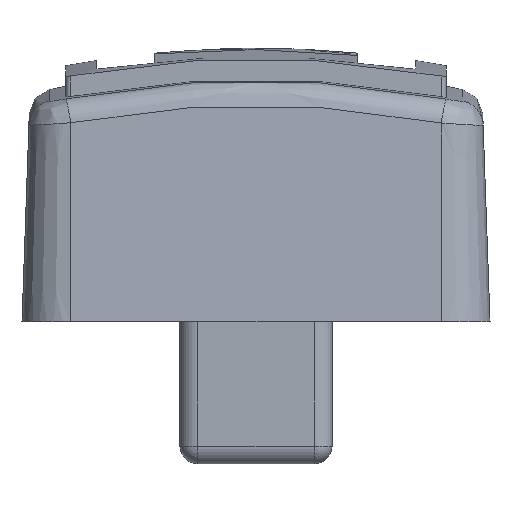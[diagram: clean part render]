
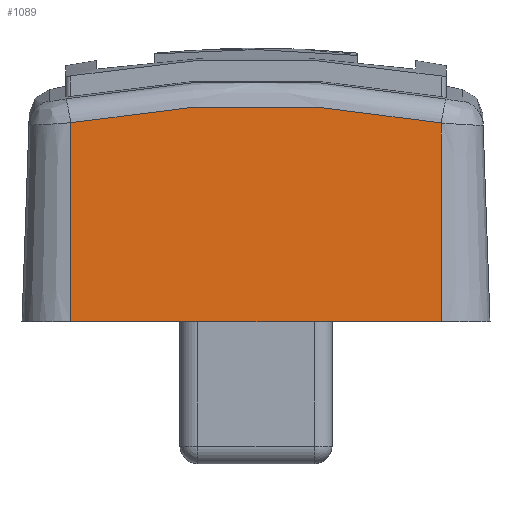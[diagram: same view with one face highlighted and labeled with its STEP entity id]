
A CAD part, left-side view. The second image highlights one B-rep face of the part: STEP entity #1089.
In plain terms, the highlighted planar face has unit normal (-0.999, 0, 0.035).
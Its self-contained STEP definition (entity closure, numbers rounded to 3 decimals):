
#542=PLANE('',#3456);
#603=FACE_OUTER_BOUND('',#1313,.T.);
#812=LINE('',#5053,#956);
#813=LINE('',#5061,#957);
#814=LINE('',#5063,#958);
#956=VECTOR('',#3719,1.);
#957=VECTOR('',#3720,1.);
#958=VECTOR('',#3721,1.);
#1089=ADVANCED_FACE('',(#603),#542,.T.);
#1313=EDGE_LOOP('',(#1613,#1614,#1615,#1616));
#1613=ORIENTED_EDGE('',*,*,#2838,.F.);
#1614=ORIENTED_EDGE('',*,*,#2839,.T.);
#1615=ORIENTED_EDGE('',*,*,#2840,.T.);
#1616=ORIENTED_EDGE('',*,*,#2841,.T.);
#2549=VERTEX_POINT('',#5054);
#2550=VERTEX_POINT('',#5055);
#2551=VERTEX_POINT('',#5060);
#2552=VERTEX_POINT('',#5062);
#2838=EDGE_CURVE('',#2549,#2550,#812,.T.);
#2839=EDGE_CURVE('',#2549,#2551,#3276,.T.);
#2840=EDGE_CURVE('',#2551,#2552,#813,.T.);
#2841=EDGE_CURVE('',#2552,#2550,#814,.T.);
#3276=B_SPLINE_CURVE_WITH_KNOTS('',3,(#5056,#5057,#5058,#5059),
 .UNSPECIFIED.,.F.,.F.,(4,4),(0.,1.),.UNSPECIFIED.);
#3456=AXIS2_PLACEMENT_3D('',#5064,#3722,#3723);
#3719=DIRECTION('',(-0.035,0.,-0.999));
#3720=DIRECTION('',(-0.035,0.,-0.999));
#3721=DIRECTION('',(0.,-1.,0.));
#3722=DIRECTION('',(-0.999,0.,0.035));
#3723=DIRECTION('',(0.035,0.,0.999));
#5053=CARTESIAN_POINT('',(-6.9,-3.65,0.));
#5054=CARTESIAN_POINT('',(-6.728,-3.65,4.924));
#5055=CARTESIAN_POINT('',(-6.865,-3.65,1.));
#5056=CARTESIAN_POINT('',(-6.728,-3.65,4.924));
#5057=CARTESIAN_POINT('',(-6.712,-1.235,5.39));
#5058=CARTESIAN_POINT('',(-6.712,1.234,5.392));
#5059=CARTESIAN_POINT('',(-6.728,3.65,4.928));
#5060=CARTESIAN_POINT('',(-6.728,3.65,4.928));
#5061=CARTESIAN_POINT('',(-6.9,3.65,0.));
#5062=CARTESIAN_POINT('',(-6.865,3.65,1.));
#5063=CARTESIAN_POINT('',(-6.865,3.65,1.));
#5064=CARTESIAN_POINT('',(-6.9,3.65,0.));
